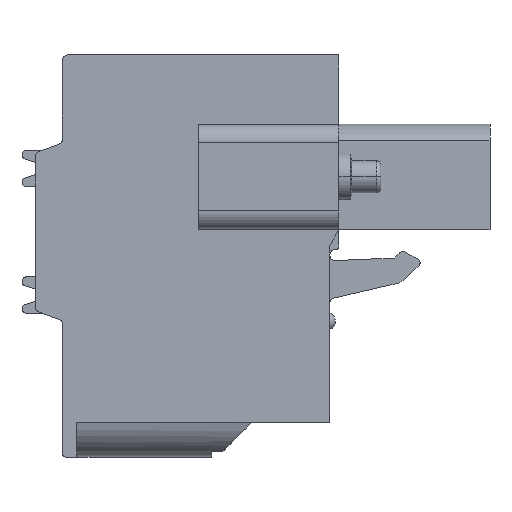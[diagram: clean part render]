
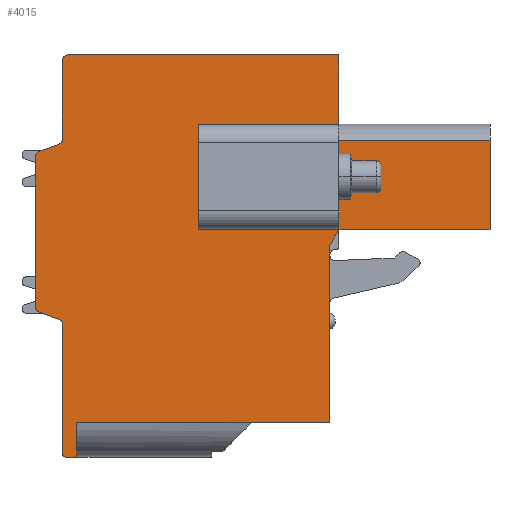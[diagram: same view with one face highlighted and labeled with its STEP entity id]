
A CAD part, front view. The second image highlights one B-rep face of the part: STEP entity #4015.
In plain terms, the highlighted planar face has unit normal (0, -1, 0).
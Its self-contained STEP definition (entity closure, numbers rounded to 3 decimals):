
#363=DIRECTION('',(0.,0.,1.));
#364=VECTOR('',#363,5.75);
#365=CARTESIAN_POINT('',(2.781,-10.06,1.9));
#366=LINE('',#365,#364);
#367=DIRECTION('',(-1.,0.,0.));
#368=VECTOR('',#367,6.3);
#369=CARTESIAN_POINT('',(2.781,-10.06,1.9));
#370=LINE('',#369,#368);
#371=DIRECTION('',(1.,0.,0.));
#372=VECTOR('',#371,6.3);
#373=CARTESIAN_POINT('',(-3.519,-10.06,7.65));
#374=LINE('',#373,#372);
#375=DIRECTION('',(0.,0.,1.));
#376=VECTOR('',#375,5.75);
#377=CARTESIAN_POINT('',(-3.519,-10.06,1.9));
#378=LINE('',#377,#376);
#379=DIRECTION('',(0.,0.,-1.));
#380=VECTOR('',#379,4.7);
#381=CARTESIAN_POINT('',(4.181,-10.06,11.475));
#382=LINE('',#381,#380);
#383=DIRECTION('',(1.,0.,0.));
#384=VECTOR('',#383,8.3);
#385=CARTESIAN_POINT('',(4.181,-10.06,6.775));
#386=LINE('',#385,#384);
#387=DIRECTION('',(-0.5,0.,-0.866));
#388=VECTOR('',#387,1.);
#389=CARTESIAN_POINT('',(4.181,-10.06,1.875));
#390=LINE('',#389,#388);
#391=DIRECTION('',(0.,0.,-1.));
#392=VECTOR('',#391,9.199);
#393=CARTESIAN_POINT('',(3.681,-10.06,0.474));
#394=LINE('',#393,#392);
#395=CARTESIAN_POINT('',(-10.819,-10.06,-10.425));
#396=DIRECTION('',(0.,1.,0.));
#397=DIRECTION('',(0.,0.,-1.));
#398=AXIS2_PLACEMENT_3D('',#395,#396,#397);
#400=CARTESIAN_POINT('',(-11.319,-10.06,-3.33));
#401=DIRECTION('',(0.,-1.,0.));
#402=DIRECTION('',(1.,0.,0.));
#403=AXIS2_PLACEMENT_3D('',#400,#401,#402);
#405=DIRECTION('',(-0.94,0.,0.342));
#406=VECTOR('',#405,1.176);
#407=CARTESIAN_POINT('',(-11.216,-10.06,-3.048));
#408=LINE('',#407,#406);
#409=CARTESIAN_POINT('',(-12.219,-10.06,-2.364));
#410=DIRECTION('',(0.,1.,0.));
#411=DIRECTION('',(-0.342,0.,-0.94));
#412=AXIS2_PLACEMENT_3D('',#409,#410,#411);
#414=CARTESIAN_POINT('',(-12.219,-10.06,5.874));
#415=DIRECTION('',(0.,1.,0.));
#416=DIRECTION('',(-1.,0.,0.));
#417=AXIS2_PLACEMENT_3D('',#414,#415,#416);
#419=DIRECTION('',(0.94,0.,0.342));
#420=VECTOR('',#419,1.176);
#421=CARTESIAN_POINT('',(-12.321,-10.06,6.156));
#422=LINE('',#421,#420);
#423=CARTESIAN_POINT('',(-11.319,-10.06,6.84));
#424=DIRECTION('',(0.,-1.,0.));
#425=DIRECTION('',(0.342,0.,-0.94));
#426=AXIS2_PLACEMENT_3D('',#423,#424,#425);
#428=CARTESIAN_POINT('',(-10.719,-10.06,11.175));
#429=DIRECTION('',(0.,1.,0.));
#430=DIRECTION('',(-1.,0.,0.));
#431=AXIS2_PLACEMENT_3D('',#428,#429,#430);
#673=DIRECTION('',(0.,0.,1.));
#674=VECTOR('',#673,4.9);
#675=CARTESIAN_POINT('',(12.481,-10.06,1.875));
#676=LINE('',#675,#674);
#823=DIRECTION('',(1.,0.,0.));
#824=VECTOR('',#823,8.3);
#825=CARTESIAN_POINT('',(4.181,-10.06,1.875));
#826=LINE('',#825,#824);
#1065=DIRECTION('',(1.,0.,0.));
#1066=VECTOR('',#1065,13.9);
#1067=CARTESIAN_POINT('',(-10.219,-10.06,-8.725));
#1068=LINE('',#1067,#1066);
#1194=DIRECTION('',(1.,0.,0.));
#1195=VECTOR('',#1194,0.6);
#1196=CARTESIAN_POINT('',(-10.819,-10.06,-10.625));
#1197=LINE('',#1196,#1195);
#1214=DIRECTION('',(0.,0.,-1.));
#1215=VECTOR('',#1214,7.095);
#1216=CARTESIAN_POINT('',(-11.019,-10.06,-3.33));
#1217=LINE('',#1216,#1215);
#1312=DIRECTION('',(0.,0.,-1.));
#1313=VECTOR('',#1312,8.238);
#1314=CARTESIAN_POINT('',(-12.519,-10.06,5.874));
#1315=LINE('',#1314,#1313);
#1356=DIRECTION('',(0.,0.,-1.));
#1357=VECTOR('',#1356,4.335);
#1358=CARTESIAN_POINT('',(-11.019,-10.06,11.175));
#1359=LINE('',#1358,#1357);
#1556=DIRECTION('',(-1.,0.,0.));
#1557=VECTOR('',#1556,14.9);
#1558=CARTESIAN_POINT('',(4.181,-10.06,11.475));
#1559=LINE('',#1558,#1557);
#2361=DIRECTION('',(0.,0.,1.));
#2362=VECTOR('',#2361,1.9);
#2363=CARTESIAN_POINT('',(-10.219,-10.06,-10.625));
#2364=LINE('',#2363,#2362);
#2475=DIRECTION('',(0.,0.,1.));
#2476=VECTOR('',#2475,0.535);
#2477=CARTESIAN_POINT('',(3.681,-10.06,0.474));
#2478=LINE('',#2477,#2476);
#2773=CARTESIAN_POINT('',(12.481,-10.06,1.875));
#2774=VERTEX_POINT('',#2773);
#2775=CARTESIAN_POINT('',(12.481,-10.06,6.775));
#2776=VERTEX_POINT('',#2775);
#2809=CARTESIAN_POINT('',(4.181,-10.06,11.475));
#2810=VERTEX_POINT('',#2809);
#2811=CARTESIAN_POINT('',(4.181,-10.06,1.875));
#2812=VERTEX_POINT('',#2811);
#2813=CARTESIAN_POINT('',(3.681,-10.06,1.009));
#2814=VERTEX_POINT('',#2813);
#2815=CARTESIAN_POINT('',(3.681,-10.06,0.474));
#2816=VERTEX_POINT('',#2815);
#2817=CARTESIAN_POINT('',(3.681,-10.06,-8.725));
#2818=VERTEX_POINT('',#2817);
#2819=CARTESIAN_POINT('',(-10.219,-10.06,-8.725));
#2820=VERTEX_POINT('',#2819);
#2821=CARTESIAN_POINT('',(-10.219,-10.06,-10.625));
#2822=VERTEX_POINT('',#2821);
#2823=CARTESIAN_POINT('',(-10.819,-10.06,-10.625));
#2824=VERTEX_POINT('',#2823);
#2825=CARTESIAN_POINT('',(-11.019,-10.06,-10.425));
#2826=VERTEX_POINT('',#2825);
#2827=CARTESIAN_POINT('',(-11.019,-10.06,-3.33));
#2828=VERTEX_POINT('',#2827);
#2829=CARTESIAN_POINT('',(-11.216,-10.06,-3.048));
#2830=VERTEX_POINT('',#2829);
#2831=CARTESIAN_POINT('',(-12.321,-10.06,-2.646));
#2832=VERTEX_POINT('',#2831);
#2833=CARTESIAN_POINT('',(-12.519,-10.06,-2.364));
#2834=VERTEX_POINT('',#2833);
#2835=CARTESIAN_POINT('',(-12.519,-10.06,5.874));
#2836=VERTEX_POINT('',#2835);
#2837=CARTESIAN_POINT('',(-12.321,-10.06,6.156));
#2838=VERTEX_POINT('',#2837);
#2839=CARTESIAN_POINT('',(-11.216,-10.06,6.558));
#2840=VERTEX_POINT('',#2839);
#2841=CARTESIAN_POINT('',(-11.019,-10.06,6.84));
#2842=VERTEX_POINT('',#2841);
#2843=CARTESIAN_POINT('',(-11.019,-10.06,11.175));
#2844=VERTEX_POINT('',#2843);
#2845=CARTESIAN_POINT('',(-10.719,-10.06,11.475));
#2846=VERTEX_POINT('',#2845);
#3363=CARTESIAN_POINT('',(-3.519,-10.06,1.9));
#3364=CARTESIAN_POINT('',(-3.519,-10.06,7.65));
#3365=VERTEX_POINT('',#3363);
#3366=VERTEX_POINT('',#3364);
#3417=CARTESIAN_POINT('',(2.781,-10.06,1.9));
#3418=CARTESIAN_POINT('',(2.781,-10.06,7.65));
#3419=VERTEX_POINT('',#3417);
#3420=VERTEX_POINT('',#3418);
#3433=CARTESIAN_POINT('',(4.181,-10.06,6.775));
#3434=VERTEX_POINT('',#3433);
#3956=CARTESIAN_POINT('',(0.,-10.06,0.));
#3957=DIRECTION('',(0.,1.,0.));
#3958=DIRECTION('',(1.,0.,0.));
#3959=AXIS2_PLACEMENT_3D('',#3956,#3957,#3958);
#3960=PLANE('',#3959);
#3961=ORIENTED_EDGE('',*,*,#3722,.T.);
#3963=ORIENTED_EDGE('',*,*,#3962,.T.);
#3965=ORIENTED_EDGE('',*,*,#3964,.F.);
#3967=ORIENTED_EDGE('',*,*,#3966,.F.);
#3969=ORIENTED_EDGE('',*,*,#3968,.T.);
#3971=ORIENTED_EDGE('',*,*,#3970,.F.);
#3973=ORIENTED_EDGE('',*,*,#3972,.T.);
#3975=ORIENTED_EDGE('',*,*,#3974,.F.);
#3977=ORIENTED_EDGE('',*,*,#3976,.F.);
#3979=ORIENTED_EDGE('',*,*,#3978,.F.);
#3981=ORIENTED_EDGE('',*,*,#3980,.T.);
#3983=ORIENTED_EDGE('',*,*,#3982,.F.);
#3985=ORIENTED_EDGE('',*,*,#3984,.T.);
#3987=ORIENTED_EDGE('',*,*,#3986,.T.);
#3989=ORIENTED_EDGE('',*,*,#3988,.T.);
#3991=ORIENTED_EDGE('',*,*,#3990,.F.);
#3993=ORIENTED_EDGE('',*,*,#3992,.T.);
#3995=ORIENTED_EDGE('',*,*,#3994,.T.);
#3997=ORIENTED_EDGE('',*,*,#3996,.T.);
#3999=ORIENTED_EDGE('',*,*,#3998,.F.);
#4001=ORIENTED_EDGE('',*,*,#4000,.T.);
#4003=ORIENTED_EDGE('',*,*,#4002,.F.);
#4004=EDGE_LOOP('',(#3961,#3963,#3965,#3967,#3969,#3971,#3973,#3975,#3977,#3979,
#3981,#3983,#3985,#3987,#3989,#3991,#3993,#3995,#3997,#3999,#4001,#4003));
#4005=FACE_OUTER_BOUND('',#4004,.F.);
#4007=ORIENTED_EDGE('',*,*,#4006,.F.);
#4008=ORIENTED_EDGE('',*,*,#3946,.T.);
#4010=ORIENTED_EDGE('',*,*,#4009,.F.);
#4012=ORIENTED_EDGE('',*,*,#4011,.F.);
#4013=EDGE_LOOP('',(#4007,#4008,#4010,#4012));
#4014=FACE_BOUND('',#4013,.F.);
#4015=ADVANCED_FACE('',(#4005,#4014),#3960,.F.);
#399=CIRCLE('',#398,0.2);
#404=CIRCLE('',#403,0.3);
#413=CIRCLE('',#412,0.3);
#418=CIRCLE('',#417,0.3);
#427=CIRCLE('',#426,0.3);
#432=CIRCLE('',#431,0.3);
#3722=EDGE_CURVE('',#2810,#3434,#382,.T.);
#3946=EDGE_CURVE('',#3419,#3420,#366,.T.);
#3962=EDGE_CURVE('',#3434,#2776,#386,.T.);
#3964=EDGE_CURVE('',#2774,#2776,#676,.T.);
#3966=EDGE_CURVE('',#2812,#2774,#826,.T.);
#3968=EDGE_CURVE('',#2812,#2814,#390,.T.);
#3970=EDGE_CURVE('',#2816,#2814,#2478,.T.);
#3972=EDGE_CURVE('',#2816,#2818,#394,.T.);
#3974=EDGE_CURVE('',#2820,#2818,#1068,.T.);
#3976=EDGE_CURVE('',#2822,#2820,#2364,.T.);
#3978=EDGE_CURVE('',#2824,#2822,#1197,.T.);
#3980=EDGE_CURVE('',#2824,#2826,#399,.T.);
#3982=EDGE_CURVE('',#2828,#2826,#1217,.T.);
#3984=EDGE_CURVE('',#2828,#2830,#404,.T.);
#3986=EDGE_CURVE('',#2830,#2832,#408,.T.);
#3988=EDGE_CURVE('',#2832,#2834,#413,.T.);
#3990=EDGE_CURVE('',#2836,#2834,#1315,.T.);
#3992=EDGE_CURVE('',#2836,#2838,#418,.T.);
#3994=EDGE_CURVE('',#2838,#2840,#422,.T.);
#3996=EDGE_CURVE('',#2840,#2842,#427,.T.);
#3998=EDGE_CURVE('',#2844,#2842,#1359,.T.);
#4000=EDGE_CURVE('',#2844,#2846,#432,.T.);
#4002=EDGE_CURVE('',#2810,#2846,#1559,.T.);
#4006=EDGE_CURVE('',#3419,#3365,#370,.T.);
#4009=EDGE_CURVE('',#3366,#3420,#374,.T.);
#4011=EDGE_CURVE('',#3365,#3366,#378,.T.);
